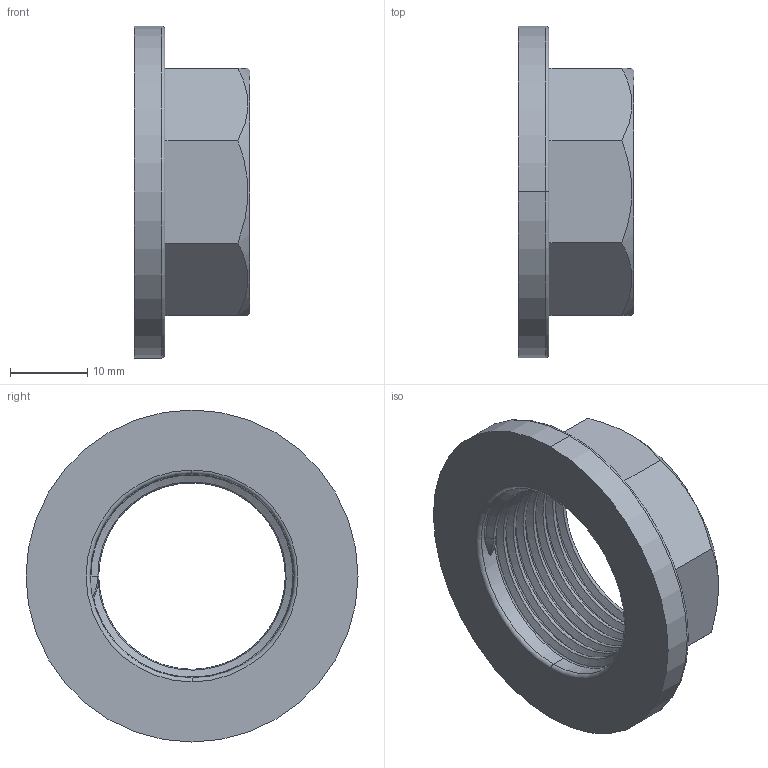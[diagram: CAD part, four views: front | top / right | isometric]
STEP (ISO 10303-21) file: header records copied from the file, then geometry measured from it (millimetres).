
FILE_DESCRIPTION (( 'STEP AP203' ), '1' );
FILE_NAME ('00190_0505.STEP', '2017-05-15T13:53:36', ( '' ), ( '' ), 'SwSTEP 2.0', 'SolidWorks 2011', '' );
FILE_SCHEMA (( 'CONFIG_CONTROL_DESIGN' ));
Length unit declared in the file: millimetre
Products named in the file (1): 00190_0505
Bounding box: 15 x 43 x 43 mm (x, y, z)
Volume: 7472.1 mm3; surface area: 5409.6 mm2
Topology: 1 solids, 1 shells, 44 faces, 115 edges, 74 vertices
Faces by surface type: cylinder 17, plane 11, torus 7, bspline 5, cone 4
Entity records: 5611 total; most frequent: CARTESIAN_POINT 4587, ORIENTED_EDGE 230, DIRECTION 165, EDGE_CURVE 115, VERTEX_POINT 74, AXIS2_PLACEMENT_3D 64, EDGE_LOOP 47, FACE_OUTER_BOUND 44
